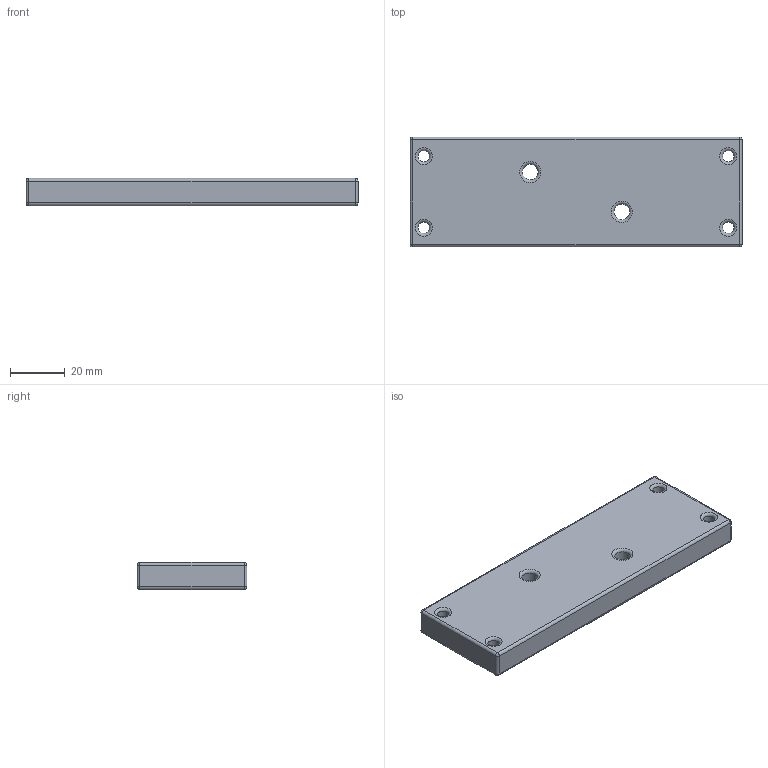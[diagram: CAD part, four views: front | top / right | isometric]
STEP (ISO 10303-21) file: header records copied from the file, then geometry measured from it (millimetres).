
FILE_DESCRIPTION(/* description */ (''),/* implementation_level */ '2;1');
FILE_NAME(/* name */ '06_SP_Bottom.stp',/* time_stamp */ '2024-06-04T15:56:36+02:00',/* author */ ('JN'),/* organization */ (''),/* preprocessor_version */ 'ST-DEVELOPER v18.1',/* originating_system */ 'Autodesk Inventor 2022',/* authorisation */ '');
FILE_SCHEMA (('AUTOMOTIVE_DESIGN { 1 0 10303 214 3 1 1 }'));
Length unit declared in the file: millimetre
Products named in the file (1): bottom_part
Bounding box: 121 x 40 x 10 mm (x, y, z)
Volume: 46191.8 mm3; surface area: 13558.5 mm2
Topology: 1 solids, 1 shells, 50 faces, 102 edges, 56 vertices
Faces by surface type: cylinder 20, torus 14, plane 8, sphere 8
Full cylindrical faces by diameter (mm): 4.2 x4, 5.7 x2, 10 x2
Entity records: 1373 total; most frequent: DIRECTION 274, CARTESIAN_POINT 209, ORIENTED_EDGE 204, AXIS2_PLACEMENT_3D 121, EDGE_CURVE 102, CIRCLE 70, EDGE_LOOP 64, VERTEX_POINT 56
